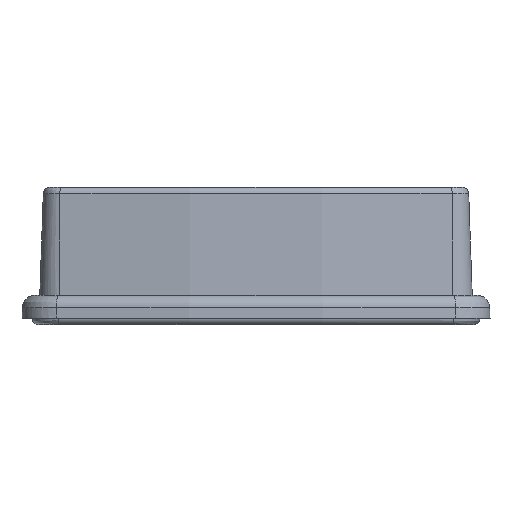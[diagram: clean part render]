
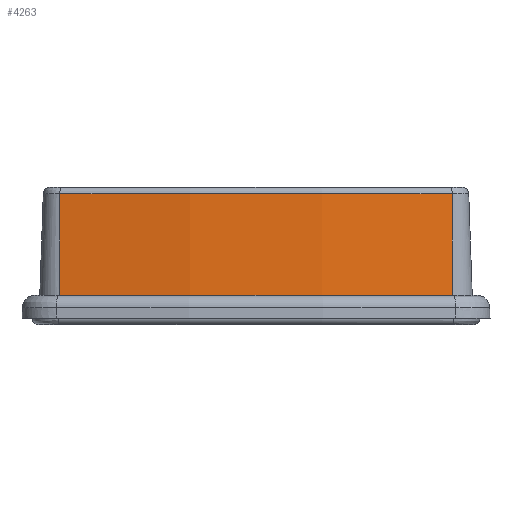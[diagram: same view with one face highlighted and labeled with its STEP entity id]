
A CAD part, front view. The second image highlights one B-rep face of the part: STEP entity #4263.
In plain terms, the highlighted conical face has half-angle 2 degrees and reference radius 180.116 mm.
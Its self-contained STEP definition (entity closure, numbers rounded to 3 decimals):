
#2792=AXIS2_PLACEMENT_3D('Circle Axis2P3D',#2790,#2791,$) ;
#4243=AXIS2_PLACEMENT_3D('Cone Axis2P3D',#4240,#4241,#4242) ;
#4247=AXIS2_PLACEMENT_3D('Circle Axis2P3D',#4245,#4246,$) ;
#2693=CARTESIAN_POINT('Vertex',(5.673,5.604,33.635)) ;
#2780=CARTESIAN_POINT('Vertex',(64.408,5.604,33.635)) ;
#2790=CARTESIAN_POINT('Axis2P3D Location',(35.04,183.04,33.635)) ;
#4224=CARTESIAN_POINT('Vertex',(5.586,5.079,18.4)) ;
#4228=CARTESIAN_POINT('Control Point',(5.673,5.604,33.635)) ;
#4229=CARTESIAN_POINT('Control Point',(5.644,5.429,28.557)) ;
#4230=CARTESIAN_POINT('Control Point',(5.615,5.254,23.478)) ;
#4231=CARTESIAN_POINT('Control Point',(5.586,5.079,18.4)) ;
#4240=CARTESIAN_POINT('Axis2P3D Location',(35.04,183.04,26.017)) ;
#4245=CARTESIAN_POINT('Axis2P3D Location',(35.04,183.04,18.4)) ;
#4249=CARTESIAN_POINT('Vertex',(64.495,5.079,18.4)) ;
#4252=CARTESIAN_POINT('Line Origine',(2899.101,-17121.351,-497090.479)) ;
#2791=DIRECTION('Axis2P3D Direction',(-0.,0.,1.)) ;
#4241=DIRECTION('Axis2P3D Direction',(0.,0.,-1.)) ;
#4242=DIRECTION('Axis2P3D XDirection',(0.163,0.987,0.)) ;
#4246=DIRECTION('Axis2P3D Direction',(-0.,0.,-1.)) ;
#4253=DIRECTION('Vector Direction',(0.006,-0.034,-0.999)) ;
#4254=VECTOR('Line Direction',#4253,1.) ;
#4258=ORIENTED_EDGE('',*,*,#4232,.T.) ;
#4259=ORIENTED_EDGE('',*,*,#4251,.T.) ;
#4260=ORIENTED_EDGE('',*,*,#4256,.F.) ;
#4261=ORIENTED_EDGE('',*,*,#2794,.T.) ;
#4263=ADVANCED_FACE('Koerper1',(#4262),#4244,.T.) ;
#4227=B_SPLINE_CURVE_WITH_KNOTS('',3,(#4228,#4229,#4230,#4231),.UNSPECIFIED.,.F.,.U.,(4,4),(0.051,15.295),.UNSPECIFIED.) ;
#2793=CIRCLE('generated circle',#2792,179.85) ;
#4248=CIRCLE('generated circle',#4247,180.382) ;
#4244=CONICAL_SURFACE('Cone',#4243,180.116,0.035) ;
#2794=EDGE_CURVE('',#2781,#2694,#2793,.F.) ;
#4232=EDGE_CURVE('',#2694,#4225,#4227,.T.) ;
#4251=EDGE_CURVE('',#4225,#4250,#4248,.F.) ;
#4256=EDGE_CURVE('',#2781,#4250,#4255,.T.) ;
#4257=EDGE_LOOP('',(#4258,#4259,#4260,#4261)) ;
#4262=FACE_OUTER_BOUND('',#4257,.T.) ;
#4255=LINE('Line',#4252,#4254) ;
#2694=VERTEX_POINT('',#2693) ;
#2781=VERTEX_POINT('',#2780) ;
#4225=VERTEX_POINT('',#4224) ;
#4250=VERTEX_POINT('',#4249) ;
